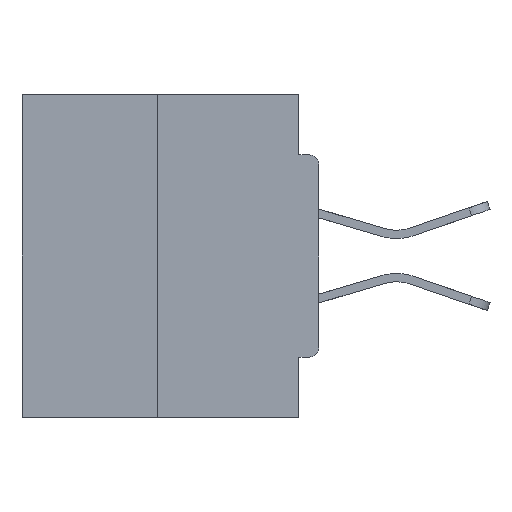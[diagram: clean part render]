
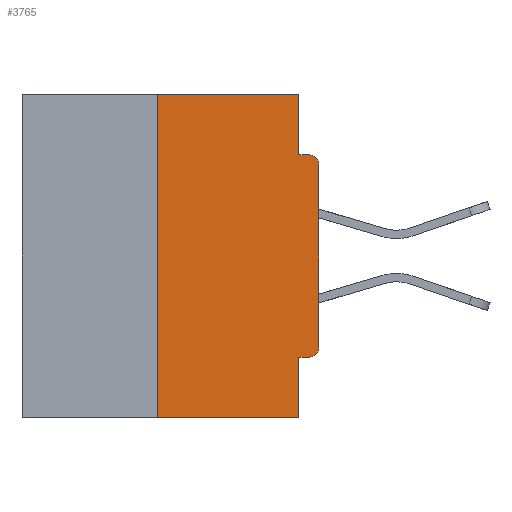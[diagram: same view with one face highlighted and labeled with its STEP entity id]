
A CAD part, left-side view. The second image highlights one B-rep face of the part: STEP entity #3765.
In plain terms, the highlighted planar face has unit normal (-1, 0, 0).
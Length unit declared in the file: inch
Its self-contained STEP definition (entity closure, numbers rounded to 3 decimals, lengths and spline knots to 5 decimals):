
#434 = VERTEX_POINT ( 'NONE', #27069 ) ;
#981 = LINE ( 'NONE', #3648, #4263 ) ;
#1116 = CARTESIAN_POINT ( 'NONE',  ( 0., 0., -0.1085 ) ) ;
#1155 = DIRECTION ( 'NONE',  ( 0., -1., 0. ) ) ;
#1490 = CARTESIAN_POINT ( 'NONE',  ( 0., 0.46, -0.5 ) ) ;
#2084 = LINE ( 'NONE', #7650, #4125 ) ;
#2104 = ORIENTED_EDGE ( 'NONE', *, *, #19571, .F. ) ;
#2486 = EDGE_LOOP ( 'NONE', ( #32594, #23190, #23745, #26442, #2104, #21116, #6206, #8554, #11860, #32489 ) ) ;
#2575 = CARTESIAN_POINT ( 'NONE',  ( 0., 0., -0.3915 ) ) ;
#3648 = CARTESIAN_POINT ( 'NONE',  ( 0., 0., -0.0935 ) ) ;
#3765 = ADVANCED_FACE ( 'NONE', ( #17957 ), #8924, .F. ) ;
#3826 = EDGE_CURVE ( 'NONE', #7564, #15971, #30557, .T. ) ;
#4030 = CARTESIAN_POINT ( 'NONE',  ( 0., 0.031, -0.4065 ) ) ;
#4057 = CARTESIAN_POINT ( 'NONE',  ( 0., 0.031, 0. ) ) ;
#4125 = VECTOR ( 'NONE', #20693, 39.37008 ) ;
#4176 = VECTOR ( 'NONE', #18029, 39.37008 ) ;
#4263 = VECTOR ( 'NONE', #6287, 39.37008 ) ;
#4962 = VERTEX_POINT ( 'NONE', #16491 ) ;
#5029 = EDGE_CURVE ( 'NONE', #10175, #15971, #981, .T. ) ;
#6206 = ORIENTED_EDGE ( 'NONE', *, *, #31654, .T. ) ;
#6287 = DIRECTION ( 'NONE',  ( 0., -1., 0. ) ) ;
#6790 = DIRECTION ( 'NONE',  ( -1., 0., 0. ) ) ;
#7017 = AXIS2_PLACEMENT_3D ( 'NONE', #26975, #11449, #31951 ) ;
#7277 = CARTESIAN_POINT ( 'NONE',  ( 0., 0.031, -0.5 ) ) ;
#7302 = DIRECTION ( 'NONE',  ( 0., 1., 0. ) ) ;
#7564 = VERTEX_POINT ( 'NONE', #1116 ) ;
#7650 = CARTESIAN_POINT ( 'NONE',  ( 0., 0.46, 0. ) ) ;
#7997 = VECTOR ( 'NONE', #22678, 39.37008 ) ;
#8261 = EDGE_CURVE ( 'NONE', #29671, #32899, #9621, .T. ) ;
#8554 = ORIENTED_EDGE ( 'NONE', *, *, #3826, .T. ) ;
#8924 = PLANE ( 'NONE',  #7017 ) ;
#9192 = CARTESIAN_POINT ( 'NONE',  ( 0., 0.031, -0.0935 ) ) ;
#9318 = CARTESIAN_POINT ( 'NONE',  ( 0., 0.015, -0.3915 ) ) ;
#9621 = CIRCLE ( 'NONE', #16998, 0.015 ) ;
#9843 = CARTESIAN_POINT ( 'NONE',  ( 0., 0.015, -0.1085 ) ) ;
#10175 = VERTEX_POINT ( 'NONE', #9192 ) ;
#10971 = AXIS2_PLACEMENT_3D ( 'NONE', #9843, #18184, #15020 ) ;
#11449 = DIRECTION ( 'NONE',  ( 1., 0., 0. ) ) ;
#11860 = ORIENTED_EDGE ( 'NONE', *, *, #5029, .F. ) ;
#12688 = CARTESIAN_POINT ( 'NONE',  ( 0., 0., -0.4065 ) ) ;
#12731 = LINE ( 'NONE', #4057, #32272 ) ;
#13095 = LINE ( 'NONE', #26637, #22029 ) ;
#13241 = LINE ( 'NONE', #1490, #28741 ) ;
#13422 = EDGE_CURVE ( 'NONE', #434, #28325, #13241, .T. ) ;
#14407 = EDGE_CURVE ( 'NONE', #31729, #4962, #2084, .T. ) ;
#15020 = DIRECTION ( 'NONE',  ( 0., 0., -1. ) ) ;
#15971 = VERTEX_POINT ( 'NONE', #21642 ) ;
#16185 = CARTESIAN_POINT ( 'NONE',  ( 0., 0.25, 0. ) ) ;
#16227 = VECTOR ( 'NONE', #7302, 39.37008 ) ;
#16491 = CARTESIAN_POINT ( 'NONE',  ( 0., 0.031, 0. ) ) ;
#16998 = AXIS2_PLACEMENT_3D ( 'NONE', #9318, #6790, #22213 ) ;
#17668 = CARTESIAN_POINT ( 'NONE',  ( 0., 0.031, -0.5 ) ) ;
#17957 = FACE_OUTER_BOUND ( 'NONE', #2486, .T. ) ;
#18029 = DIRECTION ( 'NONE',  ( 0., 0., 1. ) ) ;
#18184 = DIRECTION ( 'NONE',  ( -1., 0., 0. ) ) ;
#18210 = EDGE_CURVE ( 'NONE', #21582, #28325, #19887, .T. ) ;
#19571 = EDGE_CURVE ( 'NONE', #29671, #21582, #20850, .T. ) ;
#19887 = LINE ( 'NONE', #17668, #7997 ) ;
#19913 = EDGE_CURVE ( 'NONE', #4962, #10175, #12731, .T. ) ;
#20693 = DIRECTION ( 'NONE',  ( 0., -1., 0. ) ) ;
#20850 = LINE ( 'NONE', #12688, #16227 ) ;
#21116 = ORIENTED_EDGE ( 'NONE', *, *, #8261, .T. ) ;
#21582 = VERTEX_POINT ( 'NONE', #4030 ) ;
#21642 = CARTESIAN_POINT ( 'NONE',  ( 0., 0.015, -0.0935 ) ) ;
#22029 = VECTOR ( 'NONE', #29245, 39.37008 ) ;
#22213 = DIRECTION ( 'NONE',  ( 0., 0., -1. ) ) ;
#22454 = DIRECTION ( 'NONE',  ( 0., 0., -1. ) ) ;
#22678 = DIRECTION ( 'NONE',  ( 0., 0., -1. ) ) ;
#23190 = ORIENTED_EDGE ( 'NONE', *, *, #27135, .F. ) ;
#23394 = CARTESIAN_POINT ( 'NONE',  ( 0., 0.015, -0.4065 ) ) ;
#23745 = ORIENTED_EDGE ( 'NONE', *, *, #13422, .T. ) ;
#25658 = CARTESIAN_POINT ( 'NONE',  ( 0., 0., 0. ) ) ;
#26442 = ORIENTED_EDGE ( 'NONE', *, *, #18210, .F. ) ;
#26637 = CARTESIAN_POINT ( 'NONE',  ( 0., 0.25, 0. ) ) ;
#26975 = CARTESIAN_POINT ( 'NONE',  ( 0., 0.46, 0. ) ) ;
#27069 = CARTESIAN_POINT ( 'NONE',  ( 0., 0.25, -0.5 ) ) ;
#27135 = EDGE_CURVE ( 'NONE', #434, #31729, #13095, .T. ) ;
#28325 = VERTEX_POINT ( 'NONE', #7277 ) ;
#28741 = VECTOR ( 'NONE', #1155, 39.37008 ) ;
#29245 = DIRECTION ( 'NONE',  ( 0., 0., 1. ) ) ;
#29671 = VERTEX_POINT ( 'NONE', #23394 ) ;
#30557 = CIRCLE ( 'NONE', #10971, 0.015 ) ;
#30726 = LINE ( 'NONE', #25658, #4176 ) ;
#31654 = EDGE_CURVE ( 'NONE', #32899, #7564, #30726, .T. ) ;
#31729 = VERTEX_POINT ( 'NONE', #16185 ) ;
#31951 = DIRECTION ( 'NONE',  ( 0., 0., -1. ) ) ;
#32272 = VECTOR ( 'NONE', #22454, 39.37008 ) ;
#32489 = ORIENTED_EDGE ( 'NONE', *, *, #19913, .F. ) ;
#32594 = ORIENTED_EDGE ( 'NONE', *, *, #14407, .F. ) ;
#32899 = VERTEX_POINT ( 'NONE', #2575 ) ;
